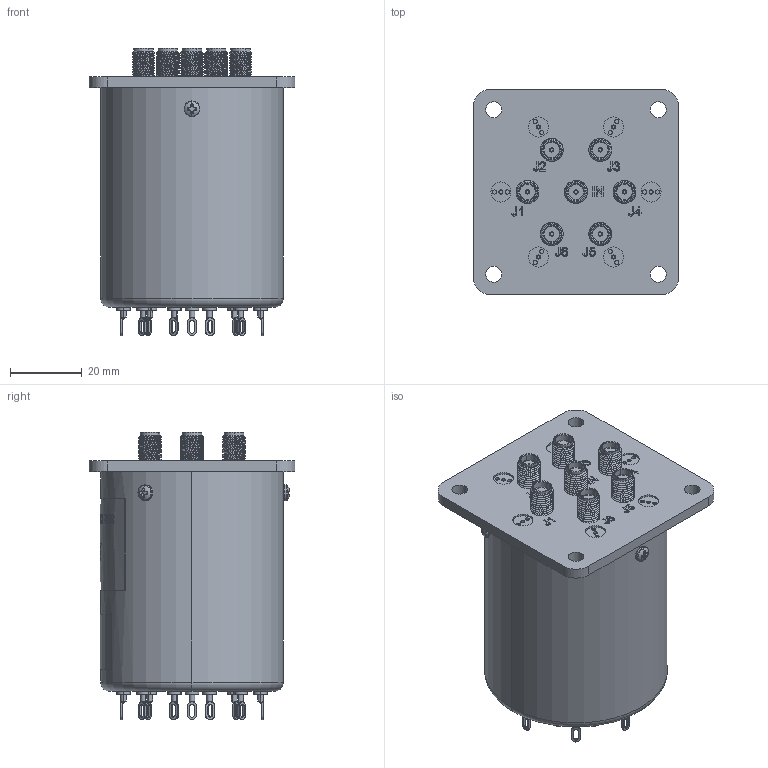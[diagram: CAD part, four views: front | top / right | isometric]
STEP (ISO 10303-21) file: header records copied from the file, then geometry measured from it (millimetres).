
FILE_DESCRIPTION (( 'STEP AP214' ), '1' );
FILE_NAME ('FMSW6475.step', '2021-02-25T21:32:45', ( '' ), ( '' ), 'SwSTEP 2.0', 'SolidWorks 2018', '' );
FILE_SCHEMA (( 'AUTOMOTIVE_DESIGN' ));
Length unit declared in the file: inch
Products named in the file (1): FMSW6475
Bounding box: 57.15 x 57.15 x 79.76 mm (x, y, z)
Volume: 134665.4 mm3; surface area: 19705.3 mm2
Topology: 4 solids, 4 shells, 1496 faces, 4103 edges, 2694 vertices
Faces by surface type: cylinder 639, plane 428, bspline 319, cone 90, torus 14, sphere 6
Entity records: 81682 total; most frequent: CARTESIAN_POINT 47513, ORIENTED_EDGE 8146, DIRECTION 5804, EDGE_CURVE 4073, VERTEX_POINT 2694, AXIS2_PLACEMENT_3D 2206, EDGE_LOOP 1643, FACE_OUTER_BOUND 1496
